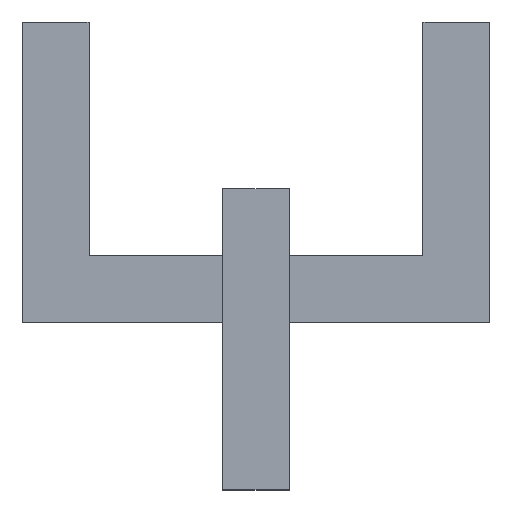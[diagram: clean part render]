
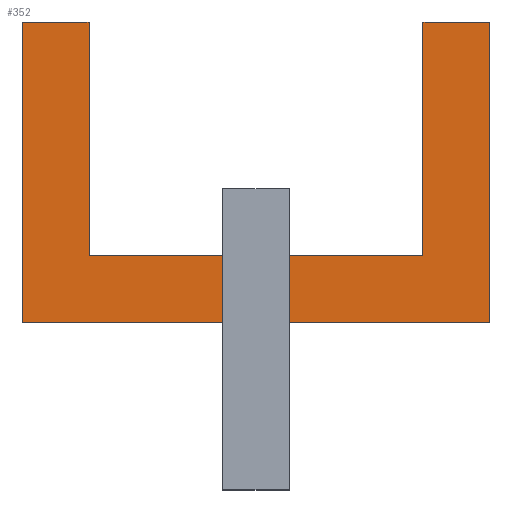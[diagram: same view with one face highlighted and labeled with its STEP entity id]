
A CAD part, top view. The second image highlights one B-rep face of the part: STEP entity #352.
In plain terms, the highlighted planar face has unit normal (0, 0, 1).
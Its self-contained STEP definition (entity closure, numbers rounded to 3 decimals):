
#4 = VERTEX_POINT ( 'NONE', #402 ) ;
#25 = EDGE_CURVE ( 'NONE', #460, #456, #327, .T. ) ;
#27 = ORIENTED_EDGE ( 'NONE', *, *, #380, .T. ) ;
#28 = VECTOR ( 'NONE', #114, 1000. ) ;
#35 = DIRECTION ( 'NONE',  ( -1., 0., 0. ) ) ;
#37 = DIRECTION ( 'NONE',  ( -1., 0., 0. ) ) ;
#39 = LINE ( 'NONE', #381, #57 ) ;
#48 = EDGE_CURVE ( 'NONE', #190, #4, #201, .T. ) ;
#51 = VECTOR ( 'NONE', #330, 1000. ) ;
#53 = ORIENTED_EDGE ( 'NONE', *, *, #355, .T. ) ;
#54 = VECTOR ( 'NONE', #79, 1000. ) ;
#57 = VECTOR ( 'NONE', #291, 1000. ) ;
#79 = DIRECTION ( 'NONE',  ( 0., -1., 0. ) ) ;
#83 = LINE ( 'NONE', #457, #28 ) ;
#86 = CARTESIAN_POINT ( 'NONE',  ( -41.758, 0., 10. ) ) ;
#90 = VECTOR ( 'NONE', #191, 1000. ) ;
#106 = VECTOR ( 'NONE', #275, 1000. ) ;
#108 = ORIENTED_EDGE ( 'NONE', *, *, #405, .T. ) ;
#114 = DIRECTION ( 'NONE',  ( 0., 1., 0. ) ) ;
#151 = AXIS2_PLACEMENT_3D ( 'NONE', #196, #453, #35 ) ;
#158 = ORIENTED_EDGE ( 'NONE', *, *, #25, .T. ) ;
#159 = PLANE ( 'NONE',  #151 ) ;
#164 = LINE ( 'NONE', #451, #51 ) ;
#166 = CARTESIAN_POINT ( 'NONE',  ( 18.242, 35., 10. ) ) ;
#171 = FACE_OUTER_BOUND ( 'NONE', #444, .T. ) ;
#190 = VERTEX_POINT ( 'NONE', #441 ) ;
#191 = DIRECTION ( 'NONE',  ( -1., 0., 0. ) ) ;
#196 = CARTESIAN_POINT ( 'NONE',  ( 0., 0., 10. ) ) ;
#201 = LINE ( 'NONE', #231, #90 ) ;
#221 = VERTEX_POINT ( 'NONE', #445 ) ;
#231 = CARTESIAN_POINT ( 'NONE',  ( -51.758, 35., 10. ) ) ;
#237 = DIRECTION ( 'NONE',  ( 0., -1., 0. ) ) ;
#250 = CARTESIAN_POINT ( 'NONE',  ( 8.242, 35., 10. ) ) ;
#255 = EDGE_CURVE ( 'NONE', #415, #485, #164, .T. ) ;
#275 = DIRECTION ( 'NONE',  ( -1., 0., 0. ) ) ;
#276 = ORIENTED_EDGE ( 'NONE', *, *, #371, .T. ) ;
#280 = CARTESIAN_POINT ( 'NONE',  ( -41.758, 0., 10. ) ) ;
#291 = DIRECTION ( 'NONE',  ( 0., 1., 0. ) ) ;
#322 = VECTOR ( 'NONE', #37, 1000. ) ;
#326 = CARTESIAN_POINT ( 'NONE',  ( -51.758, -10., 10. ) ) ;
#327 = LINE ( 'NONE', #519, #106 ) ;
#330 = DIRECTION ( 'NONE',  ( 1., 0., 0. ) ) ;
#345 = ORIENTED_EDGE ( 'NONE', *, *, #438, .T. ) ;
#352 = ADVANCED_FACE ( 'NONE', ( #171 ), #159, .F. ) ;
#355 = EDGE_CURVE ( 'NONE', #4, #415, #486, .T. ) ;
#361 = VERTEX_POINT ( 'NONE', #280 ) ;
#371 = EDGE_CURVE ( 'NONE', #361, #190, #83, .T. ) ;
#380 = EDGE_CURVE ( 'NONE', #485, #460, #39, .T. ) ;
#381 = CARTESIAN_POINT ( 'NONE',  ( 18.242, 35., 10. ) ) ;
#402 = CARTESIAN_POINT ( 'NONE',  ( -51.758, 35., 10. ) ) ;
#405 = EDGE_CURVE ( 'NONE', #221, #361, #522, .T. ) ;
#408 = ORIENTED_EDGE ( 'NONE', *, *, #255, .T. ) ;
#415 = VERTEX_POINT ( 'NONE', #500 ) ;
#438 = EDGE_CURVE ( 'NONE', #456, #221, #475, .T. ) ;
#441 = CARTESIAN_POINT ( 'NONE',  ( -41.758, 35., 10. ) ) ;
#444 = EDGE_LOOP ( 'NONE', ( #504, #53, #408, #27, #158, #345, #108, #276 ) ) ;
#445 = CARTESIAN_POINT ( 'NONE',  ( 8.242, 0., 10. ) ) ;
#451 = CARTESIAN_POINT ( 'NONE',  ( 18.242, -10., 10. ) ) ;
#453 = DIRECTION ( 'NONE',  ( 0., 0., -1. ) ) ;
#456 = VERTEX_POINT ( 'NONE', #250 ) ;
#457 = CARTESIAN_POINT ( 'NONE',  ( -41.758, 35., 10. ) ) ;
#460 = VERTEX_POINT ( 'NONE', #166 ) ;
#465 = CARTESIAN_POINT ( 'NONE',  ( 18.242, -10., 10. ) ) ;
#475 = LINE ( 'NONE', #503, #54 ) ;
#485 = VERTEX_POINT ( 'NONE', #465 ) ;
#486 = LINE ( 'NONE', #326, #512 ) ;
#500 = CARTESIAN_POINT ( 'NONE',  ( -51.758, -10., 10. ) ) ;
#503 = CARTESIAN_POINT ( 'NONE',  ( 8.242, 0., 10. ) ) ;
#504 = ORIENTED_EDGE ( 'NONE', *, *, #48, .T. ) ;
#512 = VECTOR ( 'NONE', #237, 1000. ) ;
#519 = CARTESIAN_POINT ( 'NONE',  ( 8.242, 35., 10. ) ) ;
#522 = LINE ( 'NONE', #86, #322 ) ;
